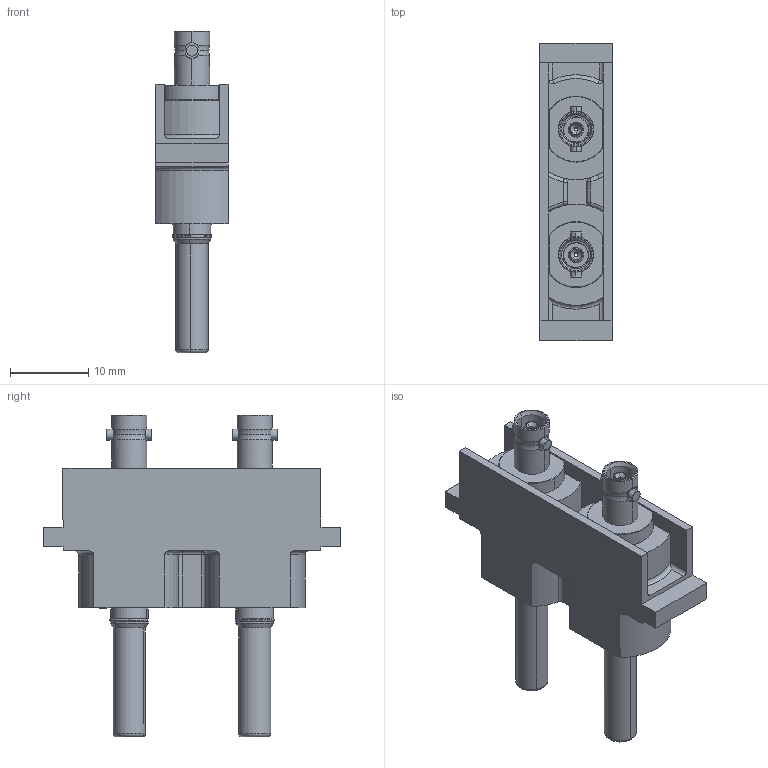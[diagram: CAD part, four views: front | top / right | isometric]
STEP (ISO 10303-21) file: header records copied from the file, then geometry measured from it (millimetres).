
FILE_DESCRIPTION (( 'STEP AP214' ), '1' );
FILE_NAME ('74-6467-544-B126-3.STEP', '2026-01-27T11:51:18', ( '' ), ( '' ), 'SwSTEP 2.0', 'SolidWorks 2025', '' );
FILE_SCHEMA (( 'AUTOMOTIVE_DESIGN' ));
Length unit declared in the file: millimetre
Products named in the file (1): 74-6467-544-B126-3
Bounding box: 9.19 x 37.9 x 41.06 mm (x, y, z)
Surface area: 4746.7 mm2 (no closed solid volume)
Topology: 0 solids, 18 shells, 239 faces, 616 edges, 398 vertices
Faces by surface type: cylinder 104, plane 64, cone 33, torus 32, sphere 6
Entity records: 7510 total; most frequent: CARTESIAN_POINT 1659, DIRECTION 1301, ORIENTED_EDGE 1132, EDGE_CURVE 612, AXIS2_PLACEMENT_3D 532, VERTEX_POINT 396, CIRCLE 292, EDGE_LOOP 259
